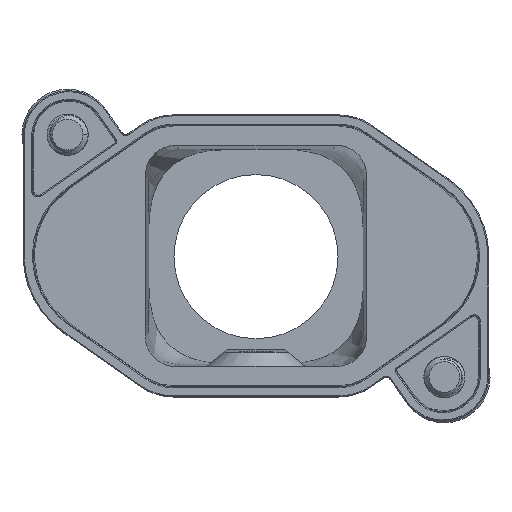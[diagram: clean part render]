
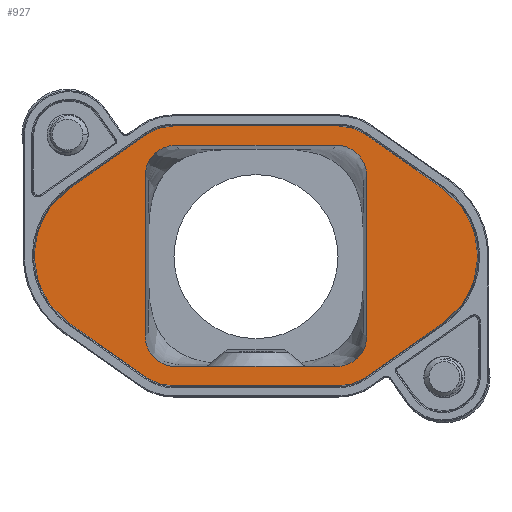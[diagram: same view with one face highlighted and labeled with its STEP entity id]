
A CAD part, top view. The second image highlights one B-rep face of the part: STEP entity #927.
In plain terms, the highlighted planar face has unit normal (0, 0, 1).
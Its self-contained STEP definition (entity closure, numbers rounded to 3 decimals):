
#523=CIRCLE('',#6647,4.527);
#524=CIRCLE('',#6648,8.027);
#525=CIRCLE('',#6649,4.527);
#526=CIRCLE('',#6650,4.527);
#527=CIRCLE('',#6651,8.027);
#528=CIRCLE('',#6652,8.027);
#529=CIRCLE('',#6653,4.527);
#692=FACE_BOUND('',#1802,.T.);
#693=FACE_BOUND('',#1803,.T.);
#927=ADVANCED_FACE('NONE',(#692,#693),#1246,.T.);
#1246=PLANE('',#6654);
#1802=EDGE_LOOP('',(#3560,#3561,#3562,#3563,#3564,#3565,#3566,#3567,#3568,
#3569,#3570,#3571,#3572));
#1803=EDGE_LOOP('',(#3573,#3574,#3575,#3576,#3577,#3578,#3579,#3580));
#2192=LINE('',#12352,#2567);
#2193=LINE('',#12407,#2568);
#2194=LINE('',#12412,#2569);
#2195=LINE('',#12416,#2570);
#2196=LINE('',#12420,#2571);
#2197=LINE('',#12424,#2572);
#2198=LINE('',#12430,#2573);
#2199=LINE('',#12440,#2574);
#2200=LINE('',#12449,#2575);
#2201=LINE('',#12458,#2576);
#2567=VECTOR('',#7603,1.);
#2568=VECTOR('',#7606,1.);
#2569=VECTOR('',#7609,1.);
#2570=VECTOR('',#7612,1.);
#2571=VECTOR('',#7615,1.);
#2572=VECTOR('',#7618,1.);
#2573=VECTOR('',#7623,1.);
#2574=VECTOR('',#7626,1.);
#2575=VECTOR('',#7627,1.);
#2576=VECTOR('',#7628,1.);
#3560=ORIENTED_EDGE('',*,*,#5737,.T.);
#3561=ORIENTED_EDGE('',*,*,#5738,.T.);
#3562=ORIENTED_EDGE('',*,*,#5739,.T.);
#3563=ORIENTED_EDGE('',*,*,#5740,.T.);
#3564=ORIENTED_EDGE('',*,*,#5741,.T.);
#3565=ORIENTED_EDGE('',*,*,#5742,.T.);
#3566=ORIENTED_EDGE('',*,*,#5743,.T.);
#3567=ORIENTED_EDGE('',*,*,#5744,.T.);
#3568=ORIENTED_EDGE('',*,*,#5745,.T.);
#3569=ORIENTED_EDGE('',*,*,#5746,.T.);
#3570=ORIENTED_EDGE('',*,*,#5747,.T.);
#3571=ORIENTED_EDGE('',*,*,#5748,.T.);
#3572=ORIENTED_EDGE('',*,*,#5749,.T.);
#3573=ORIENTED_EDGE('',*,*,#5750,.T.);
#3574=ORIENTED_EDGE('',*,*,#5751,.T.);
#3575=ORIENTED_EDGE('',*,*,#5752,.T.);
#3576=ORIENTED_EDGE('',*,*,#5753,.T.);
#3577=ORIENTED_EDGE('',*,*,#5754,.T.);
#3578=ORIENTED_EDGE('',*,*,#5755,.T.);
#3579=ORIENTED_EDGE('',*,*,#5756,.T.);
#3580=ORIENTED_EDGE('',*,*,#5734,.T.);
#5017=VERTEX_POINT('',#12351);
#5018=VERTEX_POINT('',#12353);
#5020=VERTEX_POINT('',#12408);
#5021=VERTEX_POINT('',#12409);
#5022=VERTEX_POINT('',#12411);
#5023=VERTEX_POINT('',#12413);
#5024=VERTEX_POINT('',#12415);
#5025=VERTEX_POINT('',#12417);
#5026=VERTEX_POINT('',#12419);
#5027=VERTEX_POINT('',#12421);
#5028=VERTEX_POINT('',#12423);
#5029=VERTEX_POINT('',#12425);
#5030=VERTEX_POINT('',#12427);
#5031=VERTEX_POINT('',#12429);
#5032=VERTEX_POINT('',#12431);
#5033=VERTEX_POINT('',#12439);
#5034=VERTEX_POINT('',#12441);
#5035=VERTEX_POINT('',#12448);
#5036=VERTEX_POINT('',#12450);
#5037=VERTEX_POINT('',#12457);
#5038=VERTEX_POINT('',#12459);
#5734=EDGE_CURVE('NONE',#5018,#5017,#2192,.T.);
#5737=EDGE_CURVE('NONE',#5020,#5021,#2193,.T.);
#5738=EDGE_CURVE('NONE',#5021,#5022,#523,.T.);
#5739=EDGE_CURVE('NONE',#5022,#5023,#2194,.T.);
#5740=EDGE_CURVE('NONE',#5023,#5024,#524,.T.);
#5741=EDGE_CURVE('NONE',#5024,#5025,#2195,.T.);
#5742=EDGE_CURVE('NONE',#5025,#5026,#525,.T.);
#5743=EDGE_CURVE('NONE',#5026,#5027,#2196,.T.);
#5744=EDGE_CURVE('NONE',#5027,#5028,#526,.T.);
#5745=EDGE_CURVE('NONE',#5028,#5029,#2197,.T.);
#5746=EDGE_CURVE('NONE',#5029,#5030,#527,.T.);
#5747=EDGE_CURVE('NONE',#5030,#5031,#528,.T.);
#5748=EDGE_CURVE('NONE',#5031,#5032,#2198,.T.);
#5749=EDGE_CURVE('NONE',#5032,#5020,#529,.T.);
#5750=EDGE_CURVE('NONE',#5017,#5033,#6371,.T.);
#5751=EDGE_CURVE('NONE',#5033,#5034,#2199,.T.);
#5752=EDGE_CURVE('NONE',#5034,#5035,#6372,.T.);
#5753=EDGE_CURVE('NONE',#5035,#5036,#2200,.T.);
#5754=EDGE_CURVE('NONE',#5036,#5037,#6373,.T.);
#5755=EDGE_CURVE('NONE',#5037,#5038,#2201,.T.);
#5756=EDGE_CURVE('NONE',#5038,#5018,#6374,.T.);
#6371=B_SPLINE_CURVE_WITH_KNOTS('',3,(#12433,#12434,#12435,#12436,#12437,
#12438),.UNSPECIFIED.,.F.,.F.,(4,2,4),(0.,0.5,1.),.UNSPECIFIED.);
#6372=B_SPLINE_CURVE_WITH_KNOTS('',3,(#12442,#12443,#12444,#12445,#12446,
#12447),.UNSPECIFIED.,.F.,.F.,(4,2,4),(0.,0.5,1.),.UNSPECIFIED.);
#6373=B_SPLINE_CURVE_WITH_KNOTS('',3,(#12451,#12452,#12453,#12454,#12455,
#12456),.UNSPECIFIED.,.F.,.F.,(4,2,4),(0.,0.5,1.),.UNSPECIFIED.);
#6374=B_SPLINE_CURVE_WITH_KNOTS('',3,(#12460,#12461,#12462,#12463,#12464,
#12465),.UNSPECIFIED.,.F.,.F.,(4,2,4),(0.,0.5,1.),.UNSPECIFIED.);
#6647=AXIS2_PLACEMENT_3D('',#12410,#7607,#7608);
#6648=AXIS2_PLACEMENT_3D('',#12414,#7610,#7611);
#6649=AXIS2_PLACEMENT_3D('',#12418,#7613,#7614);
#6650=AXIS2_PLACEMENT_3D('',#12422,#7616,#7617);
#6651=AXIS2_PLACEMENT_3D('',#12426,#7619,#7620);
#6652=AXIS2_PLACEMENT_3D('',#12428,#7621,#7622);
#6653=AXIS2_PLACEMENT_3D('',#12432,#7624,#7625);
#6654=AXIS2_PLACEMENT_3D('',#12466,#7629,#7630);
#7603=DIRECTION('',(-1.,0.,0.));
#7606=DIRECTION('',(-1.,0.,0.));
#7607=DIRECTION('',(0.,0.,1.));
#7608=DIRECTION('',(1.,0.,0.));
#7609=DIRECTION('',(-0.819,-0.574,0.));
#7610=DIRECTION('',(0.,0.,1.));
#7611=DIRECTION('',(1.,0.,0.));
#7612=DIRECTION('',(0.819,-0.574,0.));
#7613=DIRECTION('',(0.,0.,1.));
#7614=DIRECTION('',(1.,0.,0.));
#7615=DIRECTION('',(1.,0.,0.));
#7616=DIRECTION('',(0.,0.,1.));
#7617=DIRECTION('',(1.,0.,0.));
#7618=DIRECTION('',(0.819,0.574,0.));
#7619=DIRECTION('',(0.,0.,1.));
#7620=DIRECTION('',(1.,0.,0.));
#7621=DIRECTION('',(0.,0.,1.));
#7622=DIRECTION('',(1.,0.,0.));
#7623=DIRECTION('',(-0.819,0.574,0.));
#7624=DIRECTION('',(0.,0.,1.));
#7625=DIRECTION('',(1.,0.,0.));
#7626=DIRECTION('',(0.,1.,0.));
#7627=DIRECTION('',(1.,0.,0.));
#7628=DIRECTION('',(0.,-1.,0.));
#7629=DIRECTION('',(0.,0.,1.));
#7630=DIRECTION('',(1.,0.,0.));
#12351=CARTESIAN_POINT('',(-7.8,-10.8,2.1));
#12352=CARTESIAN_POINT('',(0.,-10.8,2.1));
#12353=CARTESIAN_POINT('',(7.8,-10.8,2.1));
#12407=CARTESIAN_POINT('',(10.001,12.677,2.1));
#12408=CARTESIAN_POINT('',(8.063,12.677,2.1));
#12409=CARTESIAN_POINT('',(-8.063,12.677,2.1));
#12410=CARTESIAN_POINT('',(-8.063,8.15,2.1));
#12411=CARTESIAN_POINT('',(-10.659,11.858,2.1));
#12412=CARTESIAN_POINT('',(-9.071,12.97,2.1));
#12413=CARTESIAN_POINT('',(-18.204,6.575,2.1));
#12414=CARTESIAN_POINT('',(-13.6,0.,2.1));
#12415=CARTESIAN_POINT('',(-18.204,-6.575,2.1));
#12416=CARTESIAN_POINT('',(-19.792,-5.463,2.1));
#12417=CARTESIAN_POINT('',(-10.659,-11.858,2.1));
#12418=CARTESIAN_POINT('',(-8.063,-8.15,2.1));
#12419=CARTESIAN_POINT('',(-8.063,-12.677,2.1));
#12420=CARTESIAN_POINT('',(-10.001,-12.677,2.1));
#12421=CARTESIAN_POINT('',(8.063,-12.677,2.1));
#12422=CARTESIAN_POINT('',(8.063,-8.15,2.1));
#12423=CARTESIAN_POINT('',(10.659,-11.858,2.1));
#12424=CARTESIAN_POINT('',(9.071,-12.97,2.1));
#12425=CARTESIAN_POINT('',(18.204,-6.575,2.1));
#12426=CARTESIAN_POINT('',(13.6,0.,2.1));
#12427=CARTESIAN_POINT('',(21.627,0.,2.1));
#12428=CARTESIAN_POINT('',(13.6,0.,2.1));
#12429=CARTESIAN_POINT('',(18.204,6.575,2.1));
#12430=CARTESIAN_POINT('',(19.792,5.463,2.1));
#12431=CARTESIAN_POINT('',(10.659,11.858,2.1));
#12432=CARTESIAN_POINT('',(8.063,8.15,2.1));
#12433=CARTESIAN_POINT('',(-7.8,-10.8,2.1));
#12434=CARTESIAN_POINT('',(-8.588,-10.8,2.1));
#12435=CARTESIAN_POINT('',(-9.36,-10.483,2.1));
#12436=CARTESIAN_POINT('',(-10.485,-9.357,2.1));
#12437=CARTESIAN_POINT('',(-10.8,-8.593,2.1));
#12438=CARTESIAN_POINT('',(-10.8,-7.8,2.1));
#12439=CARTESIAN_POINT('',(-10.8,-7.8,2.1));
#12440=CARTESIAN_POINT('',(-10.8,12.738,2.1));
#12441=CARTESIAN_POINT('',(-10.8,7.8,2.1));
#12442=CARTESIAN_POINT('',(-10.8,7.8,2.1));
#12443=CARTESIAN_POINT('',(-10.8,8.487,2.1));
#12444=CARTESIAN_POINT('',(-10.602,9.161,2.1));
#12445=CARTESIAN_POINT('',(-9.484,10.423,2.1));
#12446=CARTESIAN_POINT('',(-8.671,10.8,2.1));
#12447=CARTESIAN_POINT('',(-7.8,10.8,2.1));
#12448=CARTESIAN_POINT('',(-7.8,10.8,2.1));
#12449=CARTESIAN_POINT('',(12.738,10.8,2.1));
#12450=CARTESIAN_POINT('',(7.8,10.8,2.1));
#12451=CARTESIAN_POINT('',(7.8,10.8,2.1));
#12452=CARTESIAN_POINT('',(8.591,10.8,2.1));
#12453=CARTESIAN_POINT('',(9.356,10.485,2.1));
#12454=CARTESIAN_POINT('',(10.485,9.357,2.1));
#12455=CARTESIAN_POINT('',(10.8,8.592,2.1));
#12456=CARTESIAN_POINT('',(10.8,7.8,2.1));
#12457=CARTESIAN_POINT('',(10.8,7.8,2.1));
#12458=CARTESIAN_POINT('',(10.8,-12.738,2.1));
#12459=CARTESIAN_POINT('',(10.8,-7.8,2.1));
#12460=CARTESIAN_POINT('',(10.8,-7.8,2.1));
#12461=CARTESIAN_POINT('',(10.8,-8.487,2.1));
#12462=CARTESIAN_POINT('',(10.602,-9.161,2.1));
#12463=CARTESIAN_POINT('',(9.484,-10.423,2.1));
#12464=CARTESIAN_POINT('',(8.671,-10.8,2.1));
#12465=CARTESIAN_POINT('',(7.8,-10.8,2.1));
#12466=CARTESIAN_POINT('',(0.,0.,2.1));
